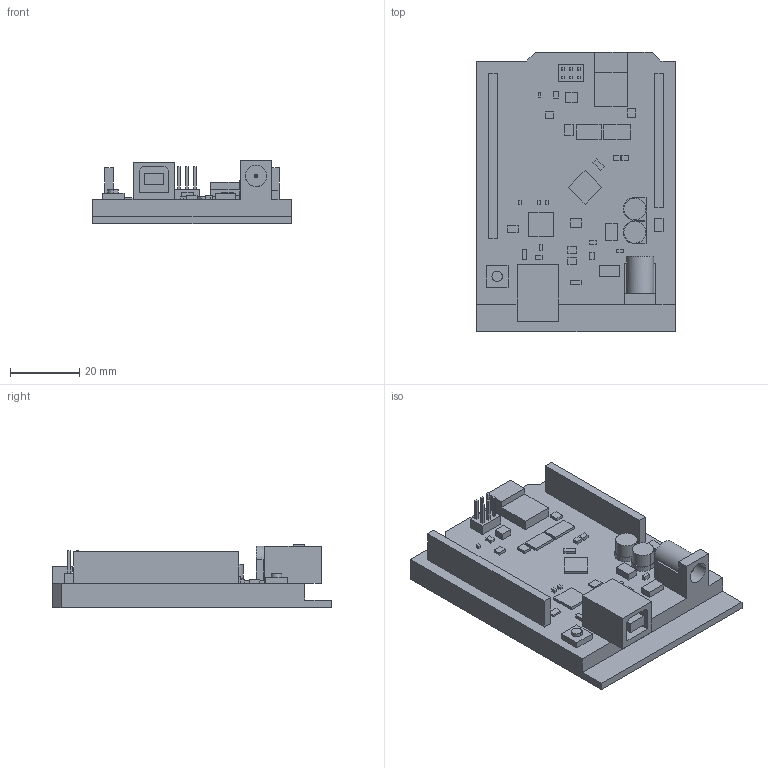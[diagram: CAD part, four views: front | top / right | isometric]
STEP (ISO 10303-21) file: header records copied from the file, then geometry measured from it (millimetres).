
FILE_DESCRIPTION(/* description */ (''),/* implementation_level */ '2;1');
FILE_NAME(/* name */ 'arduino',/* time_stamp */ '2025-04-02T13:30:06+02:00',/* author */ (''),/* organization */ (''),/* preprocessor_version */ 'ST-DEVELOPER v16.5',/* originating_system */ 'Rhino 7.38',/* authorisation */ '');
FILE_SCHEMA (('CONFIG_CONTROL_DESIGN'));
Length unit declared in the file: millimetre
Products named in the file (1): Document
Bounding box: 57.5 x 80.7 x 18.3 mm (x, y, z)
Volume: 35982.9 mm3; surface area: 15624.8 mm2
Topology: 1 solids, 1 shells, 275 faces, 666 edges, 442 vertices
Faces by surface type: plane 260, cylinder 13, bspline 2
Entity records: 7207 total; most frequent: CARTESIAN_POINT 2297, ORIENTED_EDGE 1332, EDGE_CURVE 666, B_SPLINE_CURVE_WITH_KNOTS 636, VERTEX_POINT 442, EDGE_LOOP 324, DIRECTION 277, ADVANCED_FACE 275
